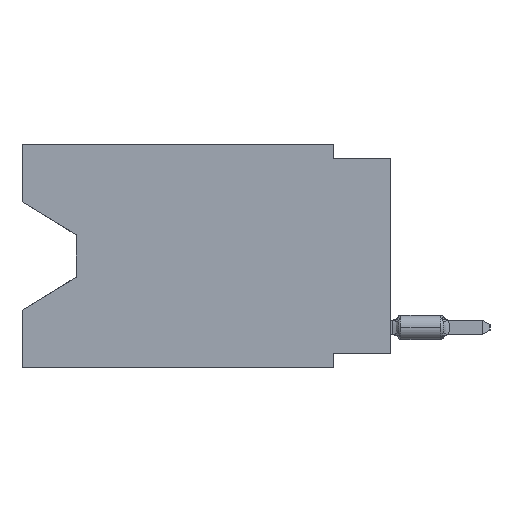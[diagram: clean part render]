
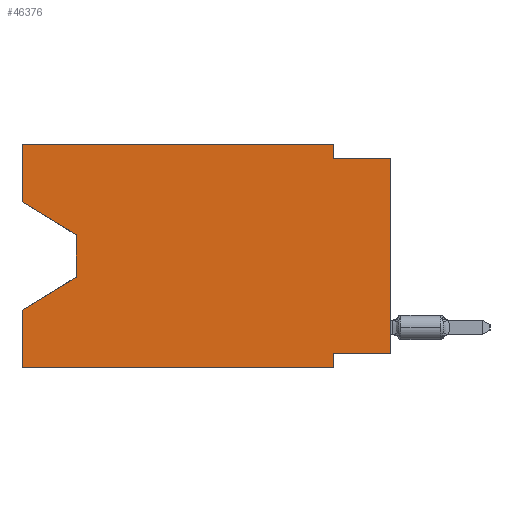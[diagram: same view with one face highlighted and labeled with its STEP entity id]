
A CAD part, left-side view. The second image highlights one B-rep face of the part: STEP entity #46376.
In plain terms, the highlighted planar face has unit normal (-1, 0, 0).
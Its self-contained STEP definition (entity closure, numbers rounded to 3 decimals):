
#158 = CARTESIAN_POINT ( 'NONE',  ( 0., 2.54, -9.271 ) ) ;
#1332 = EDGE_CURVE ( 'NONE', #47123, #56065, #67848, .T. ) ;
#2803 = AXIS2_PLACEMENT_3D ( 'NONE', #14975, #39585, #64240 ) ;
#4127 = CARTESIAN_POINT ( 'NONE',  ( 0., 16.383, -9.906 ) ) ;
#4418 = CARTESIAN_POINT ( 'NONE',  ( 0., 16.383, 0. ) ) ;
#4922 = VECTOR ( 'NONE', #7483, 1000. ) ;
#5131 = VECTOR ( 'NONE', #23328, 1000. ) ;
#5220 = CARTESIAN_POINT ( 'NONE',  ( 0., 2.54, -9.906 ) ) ;
#5385 = ORIENTED_EDGE ( 'NONE', *, *, #46859, .F. ) ;
#5804 = LINE ( 'NONE', #30427, #49243 ) ;
#6071 = LINE ( 'NONE', #73943, #47237 ) ;
#7483 = DIRECTION ( 'NONE',  ( 0., 0., -1. ) ) ;
#7777 = VERTEX_POINT ( 'NONE', #62680 ) ;
#8334 = CARTESIAN_POINT ( 'NONE',  ( 0., 16.383, -9.906 ) ) ;
#9300 = FACE_OUTER_BOUND ( 'NONE', #29175, .T. ) ;
#11618 = LINE ( 'NONE', #30155, #36143 ) ;
#13546 = LINE ( 'NONE', #30890, #4922 ) ;
#14746 = VERTEX_POINT ( 'NONE', #30761 ) ;
#14975 = CARTESIAN_POINT ( 'NONE',  ( 0., 16.383, 0. ) ) ;
#15543 = ORIENTED_EDGE ( 'NONE', *, *, #54586, .F. ) ;
#16353 = CARTESIAN_POINT ( 'NONE',  ( 0., 0., -0.635 ) ) ;
#17644 = VERTEX_POINT ( 'NONE', #32055 ) ;
#19665 = ORIENTED_EDGE ( 'NONE', *, *, #69298, .F. ) ;
#20883 = DIRECTION ( 'NONE',  ( 0., 0.855, -0.519 ) ) ;
#21721 = LINE ( 'NONE', #46352, #45616 ) ;
#22359 = ORIENTED_EDGE ( 'NONE', *, *, #55723, .T. ) ;
#23328 = DIRECTION ( 'NONE',  ( 0., -0.855, -0.519 ) ) ;
#23744 = ORIENTED_EDGE ( 'NONE', *, *, #37059, .T. ) ;
#23990 = DIRECTION ( 'NONE',  ( 0., 0., -1. ) ) ;
#24519 = VERTEX_POINT ( 'NONE', #43701 ) ;
#26925 = CARTESIAN_POINT ( 'NONE',  ( 0., 13.97, -5.893 ) ) ;
#27471 = EDGE_CURVE ( 'NONE', #33284, #56065, #51945, .T. ) ;
#29175 = EDGE_LOOP ( 'NONE', ( #38948, #22359, #30859, #72584, #62075, #5385, #73652, #23744, #15543, #72458, #35288, #19665 ) ) ;
#29403 = LINE ( 'NONE', #37749, #40585 ) ;
#30155 = CARTESIAN_POINT ( 'NONE',  ( 0., 0., -9.271 ) ) ;
#30427 = CARTESIAN_POINT ( 'NONE',  ( 0., 2.54, -9.906 ) ) ;
#30554 = VECTOR ( 'NONE', #58753, 1000. ) ;
#30761 = CARTESIAN_POINT ( 'NONE',  ( 0., 2.54, -0.635 ) ) ;
#30859 = ORIENTED_EDGE ( 'NONE', *, *, #27471, .T. ) ;
#30890 = CARTESIAN_POINT ( 'NONE',  ( 0., 13.97, -4.013 ) ) ;
#31940 = CARTESIAN_POINT ( 'NONE',  ( 0., 13.97, -5.893 ) ) ;
#32055 = CARTESIAN_POINT ( 'NONE',  ( 0., 16.383, -2.546 ) ) ;
#33284 = VERTEX_POINT ( 'NONE', #31940 ) ;
#35288 = ORIENTED_EDGE ( 'NONE', *, *, #72966, .F. ) ;
#35582 = VERTEX_POINT ( 'NONE', #158 ) ;
#36143 = VECTOR ( 'NONE', #42678, 1000. ) ;
#37059 = EDGE_CURVE ( 'NONE', #57603, #7777, #21721, .T. ) ;
#37413 = LINE ( 'NONE', #54001, #5131 ) ;
#37749 = CARTESIAN_POINT ( 'NONE',  ( 0., 2.54, 0. ) ) ;
#38948 = ORIENTED_EDGE ( 'NONE', *, *, #63426, .T. ) ;
#39585 = DIRECTION ( 'NONE',  ( 1., 0., 0. ) ) ;
#39894 = EDGE_CURVE ( 'NONE', #47123, #59490, #75812, .T. ) ;
#40585 = VECTOR ( 'NONE', #62806, 1000. ) ;
#42678 = DIRECTION ( 'NONE',  ( 0., 1., 0. ) ) ;
#43701 = CARTESIAN_POINT ( 'NONE',  ( 0., 16.383, 0. ) ) ;
#45616 = VECTOR ( 'NONE', #53878, 1000. ) ;
#46208 = VERTEX_POINT ( 'NONE', #56571 ) ;
#46352 = CARTESIAN_POINT ( 'NONE',  ( 0., 0., 0. ) ) ;
#46376 = ADVANCED_FACE ( 'NONE', ( #9300 ), #58956, .F. ) ;
#46584 = CARTESIAN_POINT ( 'NONE',  ( 0., 16.383, -7.36 ) ) ;
#46844 = CARTESIAN_POINT ( 'NONE',  ( 0., 2.54, 0. ) ) ;
#46859 = EDGE_CURVE ( 'NONE', #35582, #59490, #5804, .T. ) ;
#47123 = VERTEX_POINT ( 'NONE', #4127 ) ;
#47237 = VECTOR ( 'NONE', #56147, 1000. ) ;
#47488 = VERTEX_POINT ( 'NONE', #46844 ) ;
#48527 = VECTOR ( 'NONE', #20883, 1000. ) ;
#49243 = VECTOR ( 'NONE', #23990, 1000. ) ;
#50158 = EDGE_CURVE ( 'NONE', #47488, #14746, #29403, .T. ) ;
#51945 = LINE ( 'NONE', #26925, #48527 ) ;
#53878 = DIRECTION ( 'NONE',  ( 0., 0., 1. ) ) ;
#54001 = CARTESIAN_POINT ( 'NONE',  ( 0., 16.383, -2.546 ) ) ;
#54586 = EDGE_CURVE ( 'NONE', #14746, #7777, #64825, .T. ) ;
#54734 = CARTESIAN_POINT ( 'NONE',  ( 0., 0., -9.271 ) ) ;
#55312 = DIRECTION ( 'NONE',  ( 0., 0., 1. ) ) ;
#55723 = EDGE_CURVE ( 'NONE', #46208, #33284, #13546, .T. ) ;
#56065 = VERTEX_POINT ( 'NONE', #46584 ) ;
#56147 = DIRECTION ( 'NONE',  ( 0., 0., 1. ) ) ;
#56521 = CARTESIAN_POINT ( 'NONE',  ( 0., 16.383, 0. ) ) ;
#56571 = CARTESIAN_POINT ( 'NONE',  ( 0., 13.97, -4.013 ) ) ;
#57603 = VERTEX_POINT ( 'NONE', #54734 ) ;
#58753 = DIRECTION ( 'NONE',  ( 0., -1., 0. ) ) ;
#58956 = PLANE ( 'NONE',  #2803 ) ;
#59490 = VERTEX_POINT ( 'NONE', #5220 ) ;
#59736 = DIRECTION ( 'NONE',  ( 0., -1., 0. ) ) ;
#62075 = ORIENTED_EDGE ( 'NONE', *, *, #39894, .T. ) ;
#62680 = CARTESIAN_POINT ( 'NONE',  ( 0., 0., -0.635 ) ) ;
#62806 = DIRECTION ( 'NONE',  ( 0., 0., -1. ) ) ;
#62837 = VECTOR ( 'NONE', #55312, 1000. ) ;
#62849 = VECTOR ( 'NONE', #76602, 1000. ) ;
#63426 = EDGE_CURVE ( 'NONE', #17644, #46208, #37413, .T. ) ;
#63528 = EDGE_CURVE ( 'NONE', #57603, #35582, #11618, .T. ) ;
#64240 = DIRECTION ( 'NONE',  ( 0., 0., -1. ) ) ;
#64825 = LINE ( 'NONE', #16353, #30554 ) ;
#65027 = LINE ( 'NONE', #4418, #75246 ) ;
#67848 = LINE ( 'NONE', #56521, #62837 ) ;
#69298 = EDGE_CURVE ( 'NONE', #17644, #24519, #6071, .T. ) ;
#72458 = ORIENTED_EDGE ( 'NONE', *, *, #50158, .F. ) ;
#72584 = ORIENTED_EDGE ( 'NONE', *, *, #1332, .F. ) ;
#72966 = EDGE_CURVE ( 'NONE', #24519, #47488, #65027, .T. ) ;
#73652 = ORIENTED_EDGE ( 'NONE', *, *, #63528, .F. ) ;
#73943 = CARTESIAN_POINT ( 'NONE',  ( 0., 16.383, 0. ) ) ;
#75246 = VECTOR ( 'NONE', #59736, 1000. ) ;
#75812 = LINE ( 'NONE', #8334, #62849 ) ;
#76602 = DIRECTION ( 'NONE',  ( 0., -1., 0. ) ) ;
